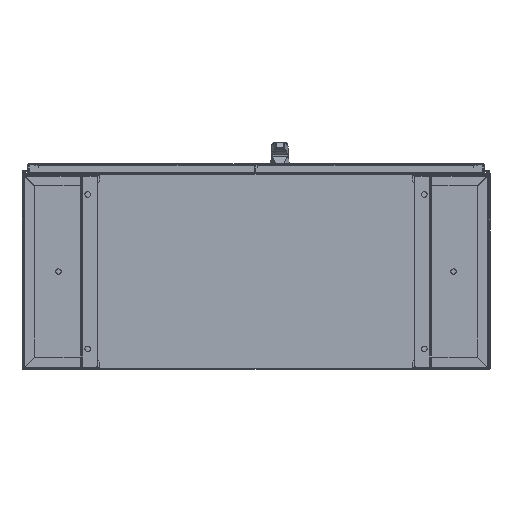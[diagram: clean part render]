
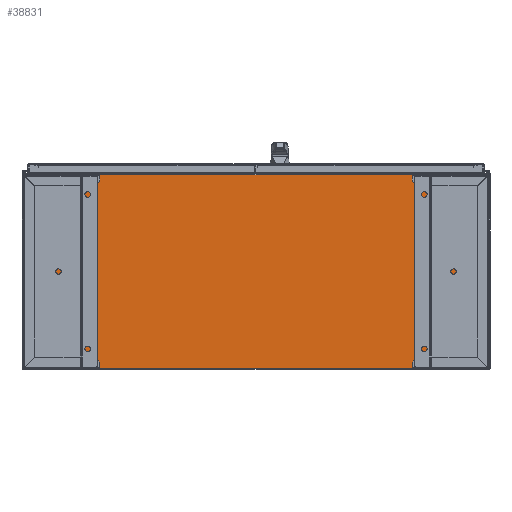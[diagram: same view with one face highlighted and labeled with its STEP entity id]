
A CAD part, front view. The second image highlights one B-rep face of the part: STEP entity #38831.
In plain terms, the highlighted planar face has unit normal (0, -1, 0).
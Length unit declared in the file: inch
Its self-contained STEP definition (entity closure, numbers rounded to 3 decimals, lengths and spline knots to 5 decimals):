
#349 = DIRECTION ( 'NONE',  ( -1., 0., 0. ) ) ;
#2987 = CARTESIAN_POINT ( 'NONE',  ( 47.9376, -0.0937, 20.00005 ) ) ;
#5595 = FACE_OUTER_BOUND ( 'NONE', #16964, .T. ) ;
#7043 = VERTEX_POINT ( 'NONE', #17582 ) ;
#7086 = PLANE ( 'NONE',  #55114 ) ;
#8863 = DIRECTION ( 'NONE',  ( 0., 0., -1. ) ) ;
#9092 = LINE ( 'NONE', #35941, #75022 ) ;
#9678 = VERTEX_POINT ( 'NONE', #2987 ) ;
#9994 = ORIENTED_EDGE ( 'NONE', *, *, #14690, .F. ) ;
#14690 = EDGE_CURVE ( 'NONE', #9678, #7043, #56963, .T. ) ;
#14734 = EDGE_CURVE ( 'NONE', #25535, #56271, #9092, .T. ) ;
#16529 = LINE ( 'NONE', #61831, #72503 ) ;
#16643 = DIRECTION ( 'NONE',  ( 0., 0., 1. ) ) ;
#16964 = EDGE_LOOP ( 'NONE', ( #23675, #78554, #9994, #61353 ) ) ;
#17582 = CARTESIAN_POINT ( 'NONE',  ( 47.9376, -0.0937, 0.0937 ) ) ;
#20181 = CARTESIAN_POINT ( 'NONE',  ( 23.9688, -0.0937, 10.10935 ) ) ;
#22208 = CARTESIAN_POINT ( 'NONE',  ( 0., -0.0937, 0.0937 ) ) ;
#23032 = VECTOR ( 'NONE', #8863, 39.37008 ) ;
#23675 = ORIENTED_EDGE ( 'NONE', *, *, #14734, .F. ) ;
#25535 = VERTEX_POINT ( 'NONE', #22208 ) ;
#35941 = CARTESIAN_POINT ( 'NONE',  ( 0., -0.0937, 10.10935 ) ) ;
#38576 = EDGE_CURVE ( 'NONE', #7043, #25535, #16529, .T. ) ;
#38831 = ADVANCED_FACE ( 'NONE', ( #5595 ), #7086, .F. ) ;
#39619 = CARTESIAN_POINT ( 'NONE',  ( 23.9688, -0.0937, 20.00005 ) ) ;
#40012 = VECTOR ( 'NONE', #46004, 39.37008 ) ;
#46004 = DIRECTION ( 'NONE',  ( 1., 0., 0. ) ) ;
#46777 = CARTESIAN_POINT ( 'NONE',  ( 47.9376, -0.0937, 10.10935 ) ) ;
#51039 = LINE ( 'NONE', #39619, #40012 ) ;
#51412 = DIRECTION ( 'NONE',  ( 0., 1., 0. ) ) ;
#55114 = AXIS2_PLACEMENT_3D ( 'NONE', #20181, #51412, #349 ) ;
#56271 = VERTEX_POINT ( 'NONE', #61748 ) ;
#56963 = LINE ( 'NONE', #46777, #23032 ) ;
#61353 = ORIENTED_EDGE ( 'NONE', *, *, #71957, .F. ) ;
#61748 = CARTESIAN_POINT ( 'NONE',  ( 0., -0.0937, 20.00005 ) ) ;
#61831 = CARTESIAN_POINT ( 'NONE',  ( 23.9688, -0.0937, 0.0937 ) ) ;
#71957 = EDGE_CURVE ( 'NONE', #56271, #9678, #51039, .T. ) ;
#72503 = VECTOR ( 'NONE', #81362, 39.37008 ) ;
#75022 = VECTOR ( 'NONE', #16643, 39.37008 ) ;
#78554 = ORIENTED_EDGE ( 'NONE', *, *, #38576, .F. ) ;
#81362 = DIRECTION ( 'NONE',  ( -1., 0., 0. ) ) ;
